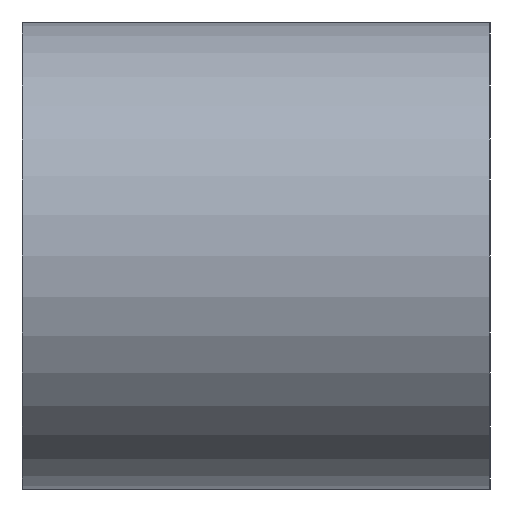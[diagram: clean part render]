
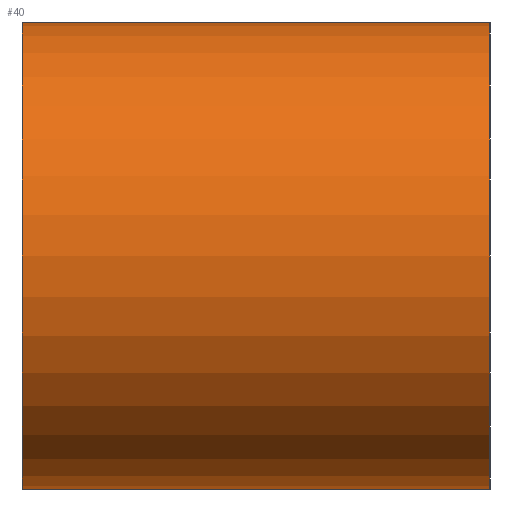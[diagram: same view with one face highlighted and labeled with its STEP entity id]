
A CAD part, left-side view. The second image highlights one B-rep face of the part: STEP entity #40.
In plain terms, the highlighted cylindrical face has radius 2 mm (diameter 4 mm), a partial arc.
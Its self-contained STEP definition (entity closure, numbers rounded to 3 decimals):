
#40 = ADVANCED_FACE( '', ( #74 ), #75, .T. );
#74 = FACE_OUTER_BOUND( '', #99, .T. );
#75 = CYLINDRICAL_SURFACE( '', #100, 2. );
#99 = EDGE_LOOP( '', ( #143, #144, #145, #146 ) );
#100 = AXIS2_PLACEMENT_3D( '', #147, #148, #149 );
#143 = ORIENTED_EDGE( '', *, *, #166, .T. );
#144 = ORIENTED_EDGE( '', *, *, #158, .F. );
#145 = ORIENTED_EDGE( '', *, *, #151, .F. );
#146 = ORIENTED_EDGE( '', *, *, #161, .T. );
#147 = CARTESIAN_POINT( '', ( -9., 2., 0. ) );
#148 = DIRECTION( '', ( 0., 1., 0. ) );
#149 = DIRECTION( '', ( 0., 0., -1. ) );
#151 = EDGE_CURVE( '', #169, #170, #171, .T. );
#158 = EDGE_CURVE( '', #170, #178, #182, .T. );
#161 = EDGE_CURVE( '', #169, #185, #187, .T. );
#166 = EDGE_CURVE( '', #185, #178, #192, .T. );
#169 = VERTEX_POINT( '', #195 );
#170 = VERTEX_POINT( '', #196 );
#171 = CIRCLE( '', #197, 2. );
#178 = VERTEX_POINT( '', #206 );
#182 = LINE( '', #212, #213 );
#185 = VERTEX_POINT( '', #216 );
#187 = LINE( '', #219, #220 );
#192 = CIRCLE( '', #226, 2. );
#195 = CARTESIAN_POINT( '', ( -9., 2., -2. ) );
#196 = CARTESIAN_POINT( '', ( -9., 2., 2. ) );
#197 = AXIS2_PLACEMENT_3D( '', #228, #229, #230 );
#206 = CARTESIAN_POINT( '', ( -9., -2., 2. ) );
#212 = CARTESIAN_POINT( '', ( -9., 2., 2. ) );
#213 = VECTOR( '', #238, 1000. );
#216 = CARTESIAN_POINT( '', ( -9., -2., -2. ) );
#219 = CARTESIAN_POINT( '', ( -9., 2., -2. ) );
#220 = VECTOR( '', #240, 1000. );
#226 = AXIS2_PLACEMENT_3D( '', #245, #246, #247 );
#228 = CARTESIAN_POINT( '', ( -9., 2., 0. ) );
#229 = DIRECTION( '', ( 0., 1., 0. ) );
#230 = DIRECTION( '', ( 1., 0., 0. ) );
#238 = DIRECTION( '', ( 0., -1., 0. ) );
#240 = DIRECTION( '', ( 0., -1., 0. ) );
#245 = CARTESIAN_POINT( '', ( -9., -2., 0. ) );
#246 = DIRECTION( '', ( 0., 1., 0. ) );
#247 = DIRECTION( '', ( 1., 0., 0. ) );
